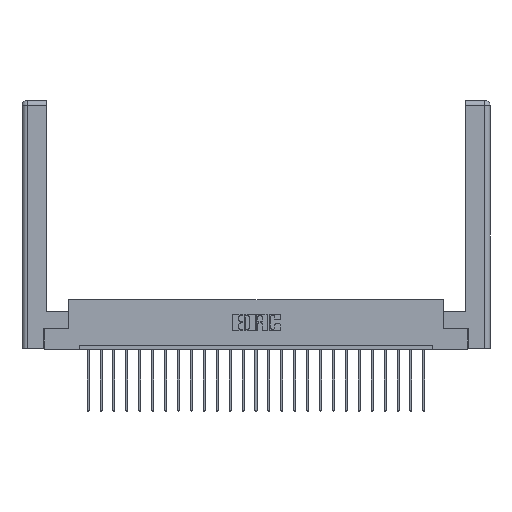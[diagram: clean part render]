
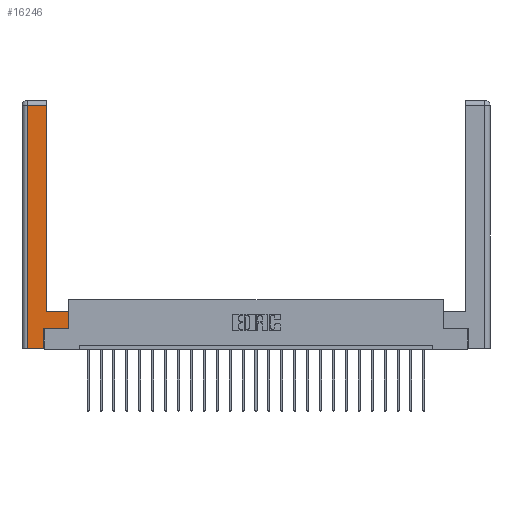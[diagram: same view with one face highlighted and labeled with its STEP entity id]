
A CAD part, top view. The second image highlights one B-rep face of the part: STEP entity #16246.
In plain terms, the highlighted planar face has unit normal (0, 0, 1).
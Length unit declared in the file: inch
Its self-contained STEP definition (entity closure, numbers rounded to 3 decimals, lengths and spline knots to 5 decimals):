
#223 = ORIENTED_EDGE ( 'NONE', *, *, #19526, .T. ) ;
#1059 = CARTESIAN_POINT ( 'NONE',  ( 0.565, 0.245, 0. ) ) ;
#1088 = VERTEX_POINT ( 'NONE', #1466 ) ;
#1356 = VECTOR ( 'NONE', #8992, 39.37008 ) ;
#1466 = CARTESIAN_POINT ( 'NONE',  ( 0.0615, 0., 0. ) ) ;
#1494 = EDGE_CURVE ( 'NONE', #7319, #11013, #24368, .T. ) ;
#1975 = EDGE_CURVE ( 'NONE', #10040, #14786, #24627, .T. ) ;
#2278 = FACE_OUTER_BOUND ( 'NONE', #10730, .T. ) ;
#2744 = EDGE_CURVE ( 'NONE', #22127, #4866, #20456, .T. ) ;
#3128 = CARTESIAN_POINT ( 'NONE',  ( 0.565, 0.45, 0. ) ) ;
#3328 = CARTESIAN_POINT ( 'NONE',  ( 0.265, 0.245, 0. ) ) ;
#3790 = CARTESIAN_POINT ( 'NONE',  ( 0.565, 0.245, 0. ) ) ;
#3954 = VERTEX_POINT ( 'NONE', #23757 ) ;
#4387 = ORIENTED_EDGE ( 'NONE', *, *, #16826, .T. ) ;
#4866 = VERTEX_POINT ( 'NONE', #22942 ) ;
#6605 = CARTESIAN_POINT ( 'NONE',  ( 0.265, 0.245, 0. ) ) ;
#7214 = VECTOR ( 'NONE', #10920, 39.37008 ) ;
#7319 = VERTEX_POINT ( 'NONE', #20787 ) ;
#7976 = CARTESIAN_POINT ( 'NONE',  ( 0.0615, 2.94, 0. ) ) ;
#8679 = DIRECTION ( 'NONE',  ( 1., 0., 0. ) ) ;
#8911 = CARTESIAN_POINT ( 'NONE',  ( 0.295, 3., 0. ) ) ;
#8992 = DIRECTION ( 'NONE',  ( 0., 1., 0. ) ) ;
#9141 = VECTOR ( 'NONE', #10974, 39.37008 ) ;
#9594 = DIRECTION ( 'NONE',  ( -1., 0., 0. ) ) ;
#9674 = VECTOR ( 'NONE', #12647, 39.37008 ) ;
#10040 = VERTEX_POINT ( 'NONE', #18287 ) ;
#10730 = EDGE_LOOP ( 'NONE', ( #17165, #20974, #223, #4387, #14092, #21753, #22749, #15081 ) ) ;
#10920 = DIRECTION ( 'NONE',  ( 1., 0., 0. ) ) ;
#10974 = DIRECTION ( 'NONE',  ( -1., 0., 0. ) ) ;
#11013 = VERTEX_POINT ( 'NONE', #3328 ) ;
#12647 = DIRECTION ( 'NONE',  ( 0., 1., 0. ) ) ;
#13047 = AXIS2_PLACEMENT_3D ( 'NONE', #22490, #20568, #14652 ) ;
#13059 = LINE ( 'NONE', #1059, #17243 ) ;
#13822 = DIRECTION ( 'NONE',  ( 0., -1., 0. ) ) ;
#14092 = ORIENTED_EDGE ( 'NONE', *, *, #1494, .T. ) ;
#14219 = EDGE_CURVE ( 'NONE', #11013, #22127, #13059, .T. ) ;
#14652 = DIRECTION ( 'NONE',  ( -1., 0., 0. ) ) ;
#14786 = VERTEX_POINT ( 'NONE', #22069 ) ;
#15081 = ORIENTED_EDGE ( 'NONE', *, *, #15668, .T. ) ;
#15668 = EDGE_CURVE ( 'NONE', #4866, #3954, #16006, .T. ) ;
#16006 = LINE ( 'NONE', #16741, #9141 ) ;
#16246 = ADVANCED_FACE ( 'NONE', ( #2278 ), #20234, .F. ) ;
#16741 = CARTESIAN_POINT ( 'NONE',  ( 0.295, 0.45, 0. ) ) ;
#16826 = EDGE_CURVE ( 'NONE', #1088, #7319, #24195, .T. ) ;
#17165 = ORIENTED_EDGE ( 'NONE', *, *, #20816, .T. ) ;
#17243 = VECTOR ( 'NONE', #8679, 39.37008 ) ;
#17756 = VECTOR ( 'NONE', #13822, 39.37008 ) ;
#18287 = CARTESIAN_POINT ( 'NONE',  ( 0.295, 2.94, 0. ) ) ;
#19526 = EDGE_CURVE ( 'NONE', #14786, #1088, #20767, .T. ) ;
#19975 = CARTESIAN_POINT ( 'NONE',  ( 0.265, 0., 0. ) ) ;
#20069 = DIRECTION ( 'NONE',  ( 0., 1., 0. ) ) ;
#20234 = PLANE ( 'NONE',  #13047 ) ;
#20456 = LINE ( 'NONE', #3128, #9674 ) ;
#20568 = DIRECTION ( 'NONE',  ( 0., 0., -1. ) ) ;
#20767 = LINE ( 'NONE', #21580, #17756 ) ;
#20787 = CARTESIAN_POINT ( 'NONE',  ( 0.265, 0., 0. ) ) ;
#20816 = EDGE_CURVE ( 'NONE', #3954, #10040, #22184, .T. ) ;
#20974 = ORIENTED_EDGE ( 'NONE', *, *, #1975, .T. ) ;
#21030 = VECTOR ( 'NONE', #9594, 39.37008 ) ;
#21580 = CARTESIAN_POINT ( 'NONE',  ( 0.0615, 0., 0. ) ) ;
#21753 = ORIENTED_EDGE ( 'NONE', *, *, #14219, .T. ) ;
#22069 = CARTESIAN_POINT ( 'NONE',  ( 0.0615, 2.94, 0. ) ) ;
#22127 = VERTEX_POINT ( 'NONE', #3790 ) ;
#22184 = LINE ( 'NONE', #8911, #1356 ) ;
#22490 = CARTESIAN_POINT ( 'NONE',  ( 0., 0., 0. ) ) ;
#22749 = ORIENTED_EDGE ( 'NONE', *, *, #2744, .T. ) ;
#22942 = CARTESIAN_POINT ( 'NONE',  ( 0.565, 0.45, 0. ) ) ;
#23754 = VECTOR ( 'NONE', #20069, 39.37008 ) ;
#23757 = CARTESIAN_POINT ( 'NONE',  ( 0.295, 0.45, 0. ) ) ;
#24195 = LINE ( 'NONE', #19975, #7214 ) ;
#24368 = LINE ( 'NONE', #6605, #23754 ) ;
#24627 = LINE ( 'NONE', #7976, #21030 ) ;
